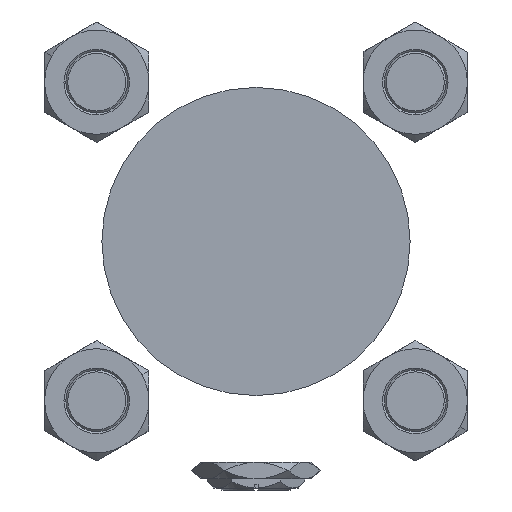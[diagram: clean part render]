
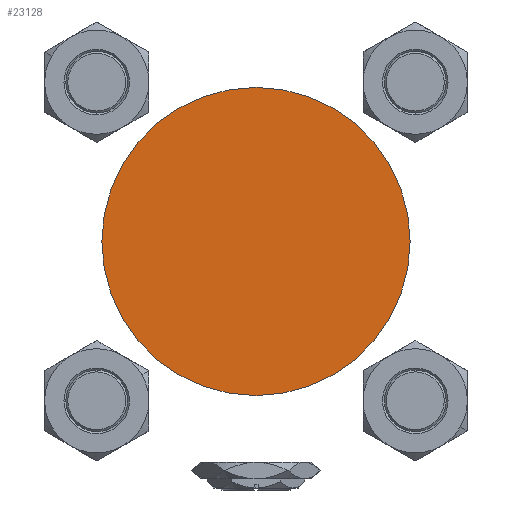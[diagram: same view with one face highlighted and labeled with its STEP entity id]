
A CAD part, left-side view. The second image highlights one B-rep face of the part: STEP entity #23128.
In plain terms, the highlighted face is planar.
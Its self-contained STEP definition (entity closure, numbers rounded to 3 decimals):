
#1619 = CARTESIAN_POINT ( 'NONE',  ( -40., 0., 0. ) ) ;
#1791 = VERTEX_POINT ( 'NONE', #9752 ) ;
#2103 = ORIENTED_EDGE ( 'NONE', *, *, #46474, .F. ) ;
#3300 = EDGE_LOOP ( 'NONE', ( #2103, #32124 ) ) ;
#5871 = CIRCLE ( 'NONE', #12642, 40. ) ;
#9752 = CARTESIAN_POINT ( 'NONE',  ( 40., 0., 0. ) ) ;
#10652 = DIRECTION ( 'NONE',  ( 1., 0., 0. ) ) ;
#12642 = AXIS2_PLACEMENT_3D ( 'NONE', #14109, #46441, #10652 ) ;
#12655 = AXIS2_PLACEMENT_3D ( 'NONE', #40813, #25430, #41331 ) ;
#14109 = CARTESIAN_POINT ( 'NONE',  ( 0., 0., 0. ) ) ;
#16440 = PLANE ( 'NONE',  #12655 ) ;
#21477 = DIRECTION ( 'NONE',  ( 0., 0., 1. ) ) ;
#23128 = ADVANCED_FACE ( 'NONE', ( #33650 ), #16440, .F. ) ;
#24456 = VERTEX_POINT ( 'NONE', #1619 ) ;
#25322 = CIRCLE ( 'NONE', #50695, 40. ) ;
#25430 = DIRECTION ( 'NONE',  ( 0., 0., 1. ) ) ;
#28900 = CARTESIAN_POINT ( 'NONE',  ( 0., 0., 0. ) ) ;
#32124 = ORIENTED_EDGE ( 'NONE', *, *, #48558, .F. ) ;
#33650 = FACE_OUTER_BOUND ( 'NONE', #3300, .T. ) ;
#40813 = CARTESIAN_POINT ( 'NONE',  ( 0., 0., 0. ) ) ;
#41331 = DIRECTION ( 'NONE',  ( 1., 0., 0. ) ) ;
#41352 = DIRECTION ( 'NONE',  ( 1., 0., 0. ) ) ;
#46441 = DIRECTION ( 'NONE',  ( 0., 0., 1. ) ) ;
#46474 = EDGE_CURVE ( 'NONE', #24456, #1791, #5871, .T. ) ;
#48558 = EDGE_CURVE ( 'NONE', #1791, #24456, #25322, .T. ) ;
#50695 = AXIS2_PLACEMENT_3D ( 'NONE', #28900, #21477, #41352 ) ;
